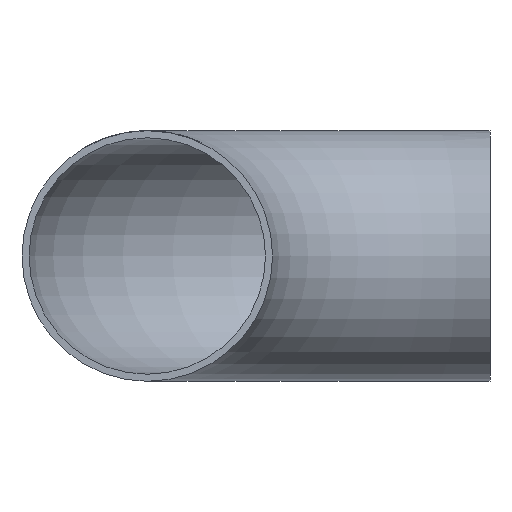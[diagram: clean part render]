
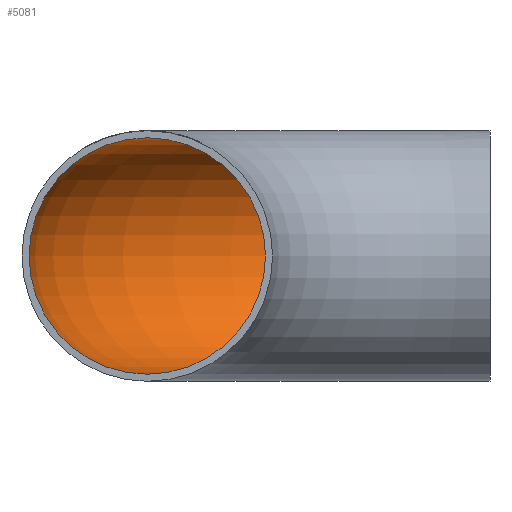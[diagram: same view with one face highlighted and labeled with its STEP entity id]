
A CAD part, front view. The second image highlights one B-rep face of the part: STEP entity #5081.
In plain terms, the highlighted toroidal (fillet/blend) face has major radius 72.5 mm and minor radius 25 mm.
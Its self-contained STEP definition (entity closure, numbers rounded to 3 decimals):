
#911 = VERTEX_POINT ( 'NONE', #1176 ) ;
#1176 = CARTESIAN_POINT ( 'NONE',  ( -72.5, 0., 25. ) ) ;
#1264 = AXIS2_PLACEMENT_3D ( 'NONE', #1707, #1620, #6612 ) ;
#1620 = DIRECTION ( 'NONE',  ( 0., 1., 0. ) ) ;
#1707 = CARTESIAN_POINT ( 'NONE',  ( -72.5, 0., 0. ) ) ;
#1817 = DIRECTION ( 'NONE',  ( 1., 0., 0. ) ) ;
#1905 = ORIENTED_EDGE ( 'NONE', *, *, #8347, .T. ) ;
#2960 = ORIENTED_EDGE ( 'NONE', *, *, #7106, .F. ) ;
#3549 = CIRCLE ( 'NONE', #6159, 25. ) ;
#3742 = CARTESIAN_POINT ( 'NONE',  ( 0., 72.5, 0. ) ) ;
#4222 = DIRECTION ( 'NONE',  ( 0., 0., -1. ) ) ;
#5081 = ADVANCED_FACE ( 'NONE', ( #6696, #8037 ), #7589, .F. ) ;
#5888 = CIRCLE ( 'NONE', #1264, 25. ) ;
#6148 = EDGE_LOOP ( 'NONE', ( #2960 ) ) ;
#6159 = AXIS2_PLACEMENT_3D ( 'NONE', #3742, #1817, #6756 ) ;
#6272 = EDGE_LOOP ( 'NONE', ( #1905 ) ) ;
#6612 = DIRECTION ( 'NONE',  ( 0., 0., 1. ) ) ;
#6696 = FACE_OUTER_BOUND ( 'NONE', #6272, .T. ) ;
#6756 = DIRECTION ( 'NONE',  ( 0., 1., 0. ) ) ;
#7106 = EDGE_CURVE ( 'NONE', #911, #911, #5888, .T. ) ;
#7589 = TOROIDAL_SURFACE ( 'NONE', #8951, 72.5, 25. ) ;
#7835 = CARTESIAN_POINT ( 'NONE',  ( 0., 0., 0. ) ) ;
#8037 = FACE_OUTER_BOUND ( 'NONE', #6148, .T. ) ;
#8347 = EDGE_CURVE ( 'NONE', #8500, #8500, #3549, .T. ) ;
#8479 = DIRECTION ( 'NONE',  ( -1., 0., 0. ) ) ;
#8500 = VERTEX_POINT ( 'NONE', #8906 ) ;
#8906 = CARTESIAN_POINT ( 'NONE',  ( 0., 97.5, 0. ) ) ;
#8951 = AXIS2_PLACEMENT_3D ( 'NONE', #7835, #4222, #8479 ) ;
